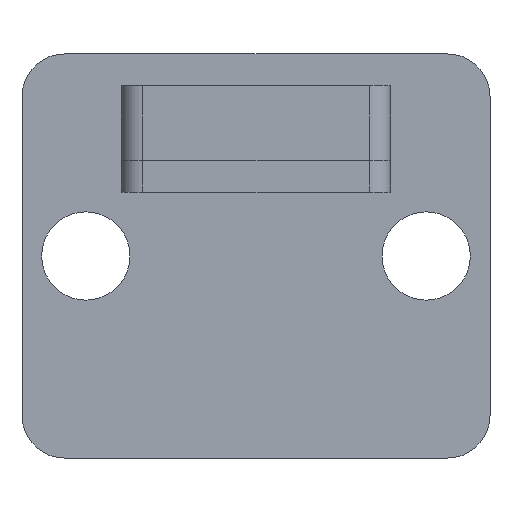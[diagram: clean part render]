
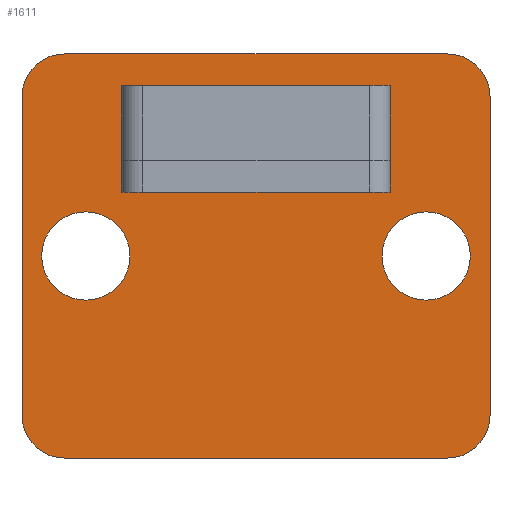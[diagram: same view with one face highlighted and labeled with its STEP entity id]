
A CAD part, front view. The second image highlights one B-rep face of the part: STEP entity #1611.
In plain terms, the highlighted planar face has unit normal (0, -1, 0).
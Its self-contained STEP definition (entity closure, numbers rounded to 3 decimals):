
#127=FACE_BOUND('',#323,.T.);
#128=FACE_BOUND('',#324,.T.);
#129=FACE_BOUND('',#325,.T.);
#160=PLANE('',#1727);
#228=FACE_OUTER_BOUND('',#322,.T.);
#322=EDGE_LOOP('',(#1382,#1383,#1384,#1385,#1386,#1387,#1388,#1389));
#323=EDGE_LOOP('',(#1390,#1391,#1392,#1393));
#324=EDGE_LOOP('',(#1394));
#325=EDGE_LOOP('',(#1395));
#412=LINE('',#2212,#558);
#420=LINE('',#2229,#566);
#460=LINE('',#2645,#606);
#465=LINE('',#2760,#611);
#466=LINE('',#2766,#612);
#467=LINE('',#2768,#613);
#468=LINE('',#2770,#614);
#469=LINE('',#2771,#615);
#558=VECTOR('',#1891,10.);
#566=VECTOR('',#1901,10.);
#606=VECTOR('',#1975,10.);
#611=VECTOR('',#1992,10.);
#612=VECTOR('',#1999,10.);
#613=VECTOR('',#2000,10.);
#614=VECTOR('',#2001,10.);
#615=VECTOR('',#2002,10.);
#662=CIRCLE('',#1703,2.075);
#664=CIRCLE('',#1706,2.075);
#667=CIRCLE('',#1714,2.);
#669=CIRCLE('',#1717,2.);
#671=CIRCLE('',#1721,2.);
#673=CIRCLE('',#1726,2.);
#724=VERTEX_POINT('',#2210);
#725=VERTEX_POINT('',#2211);
#732=VERTEX_POINT('',#2227);
#733=VERTEX_POINT('',#2228);
#740=VERTEX_POINT('',#2244);
#742=VERTEX_POINT('',#2250);
#782=VERTEX_POINT('',#2630);
#785=VERTEX_POINT('',#2638);
#786=VERTEX_POINT('',#2642);
#806=VERTEX_POINT('',#2758);
#807=VERTEX_POINT('',#2764);
#808=VERTEX_POINT('',#2765);
#809=VERTEX_POINT('',#2767);
#810=VERTEX_POINT('',#2769);
#906=EDGE_CURVE('',#724,#725,#412,.T.);
#914=EDGE_CURVE('',#732,#733,#420,.T.);
#922=EDGE_CURVE('',#740,#740,#662,.T.);
#925=EDGE_CURVE('',#742,#742,#664,.T.);
#985=EDGE_CURVE('',#782,#724,#667,.T.);
#988=EDGE_CURVE('',#725,#785,#669,.T.);
#990=EDGE_CURVE('',#785,#786,#460,.T.);
#993=EDGE_CURVE('',#786,#732,#671,.T.);
#1015=EDGE_CURVE('',#806,#782,#465,.T.);
#1016=EDGE_CURVE('',#733,#806,#673,.T.);
#1017=EDGE_CURVE('',#807,#808,#466,.T.);
#1018=EDGE_CURVE('',#808,#809,#467,.T.);
#1019=EDGE_CURVE('',#809,#810,#468,.T.);
#1020=EDGE_CURVE('',#810,#807,#469,.T.);
#1382=ORIENTED_EDGE('',*,*,#1016,.T.);
#1383=ORIENTED_EDGE('',*,*,#1015,.T.);
#1384=ORIENTED_EDGE('',*,*,#985,.T.);
#1385=ORIENTED_EDGE('',*,*,#906,.T.);
#1386=ORIENTED_EDGE('',*,*,#988,.T.);
#1387=ORIENTED_EDGE('',*,*,#990,.T.);
#1388=ORIENTED_EDGE('',*,*,#993,.T.);
#1389=ORIENTED_EDGE('',*,*,#914,.T.);
#1390=ORIENTED_EDGE('',*,*,#1017,.T.);
#1391=ORIENTED_EDGE('',*,*,#1018,.T.);
#1392=ORIENTED_EDGE('',*,*,#1019,.T.);
#1393=ORIENTED_EDGE('',*,*,#1020,.T.);
#1394=ORIENTED_EDGE('',*,*,#922,.T.);
#1395=ORIENTED_EDGE('',*,*,#925,.T.);
#1611=ADVANCED_FACE('',(#228,#127,#128,#129),#160,.T.);
#1703=AXIS2_PLACEMENT_3D('',#2245,#1911,#1912);
#1706=AXIS2_PLACEMENT_3D('',#2251,#1918,#1919);
#1714=AXIS2_PLACEMENT_3D('',#2634,#1963,#1964);
#1717=AXIS2_PLACEMENT_3D('',#2640,#1970,#1971);
#1721=AXIS2_PLACEMENT_3D('',#2649,#1981,#1982);
#1726=AXIS2_PLACEMENT_3D('',#2762,#1995,#1996);
#1727=AXIS2_PLACEMENT_3D('',#2763,#1997,#1998);
#1891=DIRECTION('',(-1.,0.,0.));
#1901=DIRECTION('',(1.,0.,0.));
#1911=DIRECTION('center_axis',(0.,1.,0.));
#1912=DIRECTION('ref_axis',(1.,0.,0.));
#1918=DIRECTION('center_axis',(0.,1.,0.));
#1919=DIRECTION('ref_axis',(1.,0.,0.));
#1963=DIRECTION('center_axis',(0.,-1.,0.));
#1964=DIRECTION('ref_axis',(1.,0.,0.));
#1970=DIRECTION('center_axis',(0.,-1.,0.));
#1971=DIRECTION('ref_axis',(0.,0.,1.));
#1975=DIRECTION('',(0.,0.,-1.));
#1981=DIRECTION('center_axis',(0.,-1.,0.));
#1982=DIRECTION('ref_axis',(-1.,0.,0.));
#1992=DIRECTION('',(0.,0.,1.));
#1995=DIRECTION('center_axis',(0.,-1.,0.));
#1996=DIRECTION('ref_axis',(0.,0.,-1.));
#1997=DIRECTION('center_axis',(0.,-1.,0.));
#1998=DIRECTION('ref_axis',(1.,0.,0.));
#1999=DIRECTION('',(0.,0.,1.));
#2000=DIRECTION('',(1.,0.,0.));
#2001=DIRECTION('',(0.,0.,-1.));
#2002=DIRECTION('',(-1.,0.,0.));
#2210=CARTESIAN_POINT('',(52.5,-6.,19.));
#2211=CARTESIAN_POINT('',(34.5,-6.,19.));
#2212=CARTESIAN_POINT('',(47.5,-6.,19.));
#2227=CARTESIAN_POINT('',(34.5,-6.,0.));
#2228=CARTESIAN_POINT('',(52.5,-6.,0.));
#2229=CARTESIAN_POINT('',(32.5,-6.,0.));
#2244=CARTESIAN_POINT('',(33.425,-6.,9.5));
#2245=CARTESIAN_POINT('Origin',(35.5,-6.,9.5));
#2250=CARTESIAN_POINT('',(49.425,-6.,9.5));
#2251=CARTESIAN_POINT('Origin',(51.5,-6.,9.5));
#2630=CARTESIAN_POINT('',(54.5,-6.,17.));
#2634=CARTESIAN_POINT('Origin',(52.5,-6.,17.));
#2638=CARTESIAN_POINT('',(32.5,-6.,17.));
#2640=CARTESIAN_POINT('Origin',(34.5,-6.,17.));
#2642=CARTESIAN_POINT('',(32.5,-6.,2.));
#2645=CARTESIAN_POINT('',(32.5,-6.,19.));
#2649=CARTESIAN_POINT('Origin',(34.5,-6.,2.));
#2758=CARTESIAN_POINT('',(54.5,-6.,2.));
#2760=CARTESIAN_POINT('',(54.5,-6.,19.));
#2762=CARTESIAN_POINT('Origin',(52.5,-6.,2.));
#2763=CARTESIAN_POINT('Origin',(51.,-6.,9.5));
#2764=CARTESIAN_POINT('',(39.5,-6.,14.));
#2765=CARTESIAN_POINT('',(39.5,-6.,17.5));
#2766=CARTESIAN_POINT('',(39.5,-6.,13.5));
#2767=CARTESIAN_POINT('',(47.5,-6.,17.5));
#2768=CARTESIAN_POINT('',(49.25,-6.,17.5));
#2769=CARTESIAN_POINT('',(47.5,-6.,14.));
#2770=CARTESIAN_POINT('',(47.5,-6.,11.288));
#2771=CARTESIAN_POINT('',(45.5,-6.,14.));
